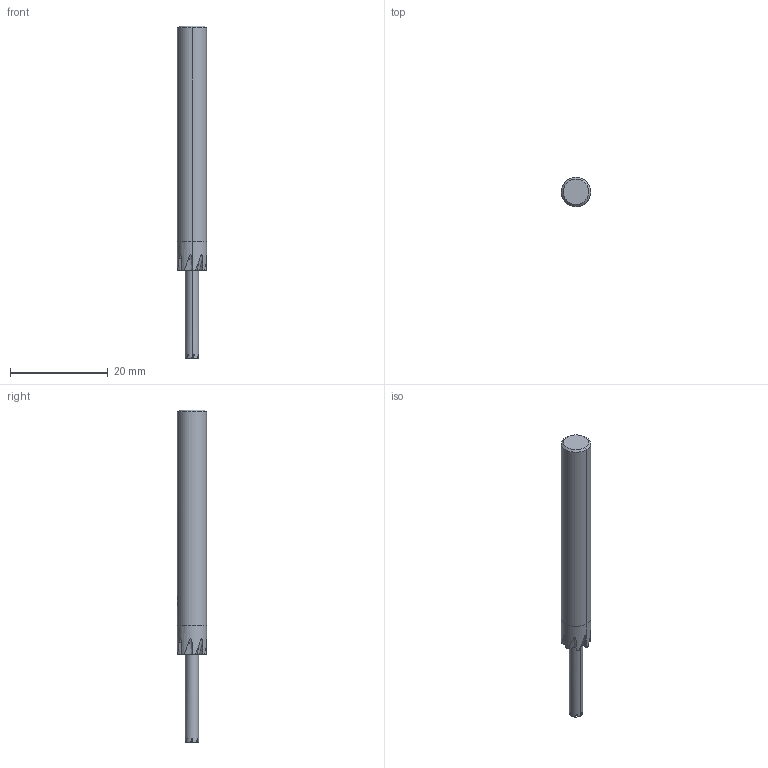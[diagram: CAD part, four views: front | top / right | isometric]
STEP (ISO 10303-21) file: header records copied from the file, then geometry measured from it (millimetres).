
FILE_DESCRIPTION(('no description'),'unknown implementation level');
FILE_NAME('solid2bSOzzzq42ueBWL4muCUYn3_XUk_1.STP',' ',('CIM GmbH Aachen'),('CADClick - KiM GmbH - www.kimweb.de'),'unknown preprocess','ACIS','unknown authorization');
FILE_SCHEMA(('automotive_design'));
Length unit declared in the file: millimetre
Products named in the file (1): 1
Bounding box: 6 x 6 x 67.9 mm (x, y, z)
Volume: 1501.3 mm3; surface area: 1159.6 mm2
Topology: 1 solids, 1 shells, 93 faces, 268 edges, 178 vertices
Faces by surface type: plane 46, revolution 32, cylinder 13, cone 2
Entity records: 6653 total; most frequent: CARTESIAN_POINT 1185, STYLED_ITEM 540, PRESENTATION_STYLE_ASSIGNMENT 540, COLOUR_RGB 540, ORIENTED_EDGE 536, DIRECTION 508, EDGE_CURVE 268, CURVE_STYLE 268
